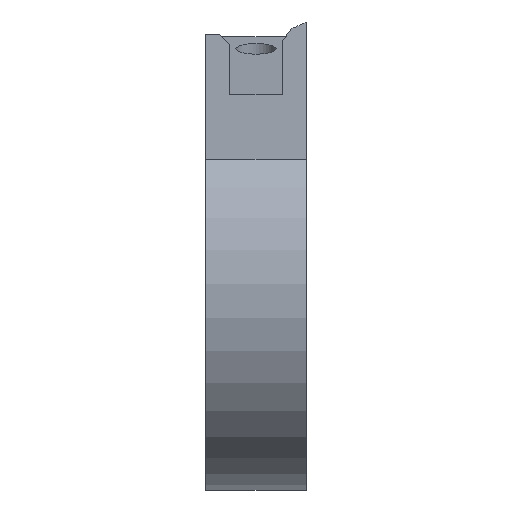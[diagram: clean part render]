
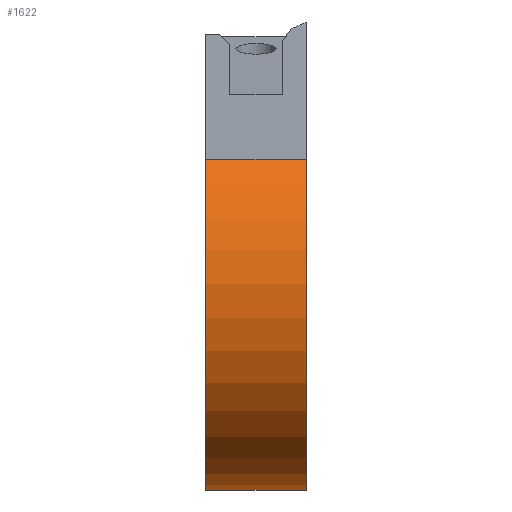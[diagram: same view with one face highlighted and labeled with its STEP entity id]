
A CAD part, top view. The second image highlights one B-rep face of the part: STEP entity #1622.
In plain terms, the highlighted cylindrical face has radius 20 mm (diameter 40 mm), a partial arc.
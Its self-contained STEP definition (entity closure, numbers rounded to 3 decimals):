
#44 = PLANE('',#45);
#45 = AXIS2_PLACEMENT_3D('',#46,#47,#48);
#46 = CARTESIAN_POINT('',(-5.,-33.556,94.011));
#47 = DIRECTION('',(-1.,-0.,-0.));
#48 = DIRECTION('',(0.,0.,-1.));
#100 = PLANE('',#101);
#101 = AXIS2_PLACEMENT_3D('',#102,#103,#104);
#102 = CARTESIAN_POINT('',(5.,-33.253,94.128));
#103 = DIRECTION('',(1.,0.,0.));
#104 = DIRECTION('',(0.,0.,1.));
#378 = VERTEX_POINT('',#379);
#379 = CARTESIAN_POINT('',(-5.,-55.162,89.408));
#393 = PLANE('',#394);
#394 = AXIS2_PLACEMENT_3D('',#395,#396,#397);
#395 = CARTESIAN_POINT('',(-5.,-55.162,89.408));
#396 = DIRECTION('',(0.,0.964,0.265));
#397 = DIRECTION('',(0.,0.265,-0.964));
#405 = EDGE_CURVE('',#378,#406,#408,.T.);
#406 = VERTEX_POINT('',#407);
#407 = CARTESIAN_POINT('',(-5.,-22.991,110.));
#408 = SURFACE_CURVE('',#409,(#414,#421),.PCURVE_S1.);
#409 = CIRCLE('',#410,20.);
#410 = AXIS2_PLACEMENT_3D('',#411,#412,#413);
#411 = CARTESIAN_POINT('',(-5.,-35.876,94.704));
#412 = DIRECTION('',(-1.,0.,0.));
#413 = DIRECTION('',(0.,-1.,0.));
#414 = PCURVE('',#44,#415);
#415 = DEFINITIONAL_REPRESENTATION('',(#416),#420);
#416 = CIRCLE('',#417,20.);
#417 = AXIS2_PLACEMENT_2D('',#418,#419);
#418 = CARTESIAN_POINT('',(-0.693,2.32));
#419 = DIRECTION('',(0.,1.));
#420 = ( GEOMETRIC_REPRESENTATION_CONTEXT(2) 
PARAMETRIC_REPRESENTATION_CONTEXT() REPRESENTATION_CONTEXT('2D SPACE',''
  ) );
#421 = PCURVE('',#422,#427);
#422 = CYLINDRICAL_SURFACE('',#423,20.);
#423 = AXIS2_PLACEMENT_3D('',#424,#425,#426);
#424 = CARTESIAN_POINT('',(-5.,-35.876,94.704));
#425 = DIRECTION('',(-1.,0.,0.));
#426 = DIRECTION('',(0.,-1.,0.));
#427 = DEFINITIONAL_REPRESENTATION('',(#428),#432);
#428 = LINE('',#429,#430);
#429 = CARTESIAN_POINT('',(0.,0.));
#430 = VECTOR('',#431,1.);
#431 = DIRECTION('',(1.,0.));
#432 = ( GEOMETRIC_REPRESENTATION_CONTEXT(2) 
PARAMETRIC_REPRESENTATION_CONTEXT() REPRESENTATION_CONTEXT('2D SPACE',''
  ) );
#450 = PLANE('',#451);
#451 = AXIS2_PLACEMENT_3D('',#452,#453,#454);
#452 = CARTESIAN_POINT('',(0.134,-16.434,110.
    ));
#453 = DIRECTION('',(0.,0.,1.));
#454 = DIRECTION('',(0.,1.,0.));
#657 = VERTEX_POINT('',#658);
#658 = CARTESIAN_POINT('',(5.,-55.162,89.408));
#860 = VERTEX_POINT('',#861);
#861 = CARTESIAN_POINT('',(5.,-22.991,110.));
#882 = EDGE_CURVE('',#657,#860,#883,.T.);
#883 = SURFACE_CURVE('',#884,(#889,#900),.PCURVE_S1.);
#884 = CIRCLE('',#885,20.);
#885 = AXIS2_PLACEMENT_3D('',#886,#887,#888);
#886 = CARTESIAN_POINT('',(5.,-35.876,94.704));
#887 = DIRECTION('',(-1.,0.,0.));
#888 = DIRECTION('',(0.,-1.,0.));
#889 = PCURVE('',#100,#890);
#890 = DEFINITIONAL_REPRESENTATION('',(#891),#899);
#891 = ( BOUNDED_CURVE() B_SPLINE_CURVE(2,(#892,#893,#894,#895,#896,#897
,#898),.UNSPECIFIED.,.T.,.F.) B_SPLINE_CURVE_WITH_KNOTS((1,2,2,2,2,1),(
    -2.094,0.,2.094,4.189,6.283,
8.378),.UNSPECIFIED.) CURVE() GEOMETRIC_REPRESENTATION_ITEM() 
RATIONAL_B_SPLINE_CURVE((1.,0.5,1.,0.5,1.,0.5,1.)) REPRESENTATION_ITEM(
  '') );
#892 = CARTESIAN_POINT('',(0.576,22.624));
#893 = CARTESIAN_POINT('',(35.217,22.624));
#894 = CARTESIAN_POINT('',(17.897,-7.376));
#895 = CARTESIAN_POINT('',(0.576,-37.376));
#896 = CARTESIAN_POINT('',(-16.744,-7.376));
#897 = CARTESIAN_POINT('',(-34.065,22.624));
#898 = CARTESIAN_POINT('',(0.576,22.624));
#899 = ( GEOMETRIC_REPRESENTATION_CONTEXT(2) 
PARAMETRIC_REPRESENTATION_CONTEXT() REPRESENTATION_CONTEXT('2D SPACE',''
  ) );
#900 = PCURVE('',#422,#901);
#901 = DEFINITIONAL_REPRESENTATION('',(#902),#906);
#902 = LINE('',#903,#904);
#903 = CARTESIAN_POINT('',(0.,-10.));
#904 = VECTOR('',#905,1.);
#905 = DIRECTION('',(1.,0.));
#906 = ( GEOMETRIC_REPRESENTATION_CONTEXT(2) 
PARAMETRIC_REPRESENTATION_CONTEXT() REPRESENTATION_CONTEXT('2D SPACE',''
  ) );
#1500 = EDGE_CURVE('',#406,#860,#1501,.T.);
#1501 = SURFACE_CURVE('',#1502,(#1506,#1513),.PCURVE_S1.);
#1502 = LINE('',#1503,#1504);
#1503 = CARTESIAN_POINT('',(-5.,-22.991,110.));
#1504 = VECTOR('',#1505,1.);
#1505 = DIRECTION('',(1.,0.,0.));
#1506 = PCURVE('',#450,#1507);
#1507 = DEFINITIONAL_REPRESENTATION('',(#1508),#1512);
#1508 = LINE('',#1509,#1510);
#1509 = CARTESIAN_POINT('',(-6.557,5.134));
#1510 = VECTOR('',#1511,1.);
#1511 = DIRECTION('',(0.,-1.));
#1512 = ( GEOMETRIC_REPRESENTATION_CONTEXT(2) 
PARAMETRIC_REPRESENTATION_CONTEXT() REPRESENTATION_CONTEXT('2D SPACE',''
  ) );
#1513 = PCURVE('',#422,#1514);
#1514 = DEFINITIONAL_REPRESENTATION('',(#1515),#1519);
#1515 = LINE('',#1516,#1517);
#1516 = CARTESIAN_POINT('',(8.554,0.));
#1517 = VECTOR('',#1518,1.);
#1518 = DIRECTION('',(0.,-1.));
#1519 = ( GEOMETRIC_REPRESENTATION_CONTEXT(2) 
PARAMETRIC_REPRESENTATION_CONTEXT() REPRESENTATION_CONTEXT('2D SPACE',''
  ) );
#1622 = ADVANCED_FACE('',(#1623),#422,.T.);
#1623 = FACE_BOUND('',#1624,.T.);
#1624 = EDGE_LOOP('',(#1625,#1626,#1647,#1648));
#1625 = ORIENTED_EDGE('',*,*,#405,.F.);
#1626 = ORIENTED_EDGE('',*,*,#1627,.T.);
#1627 = EDGE_CURVE('',#378,#657,#1628,.T.);
#1628 = SURFACE_CURVE('',#1629,(#1633,#1640),.PCURVE_S1.);
#1629 = LINE('',#1630,#1631);
#1630 = CARTESIAN_POINT('',(-5.,-55.162,89.408));
#1631 = VECTOR('',#1632,1.);
#1632 = DIRECTION('',(1.,0.,0.));
#1633 = PCURVE('',#422,#1634);
#1634 = DEFINITIONAL_REPRESENTATION('',(#1635),#1639);
#1635 = LINE('',#1636,#1637);
#1636 = CARTESIAN_POINT('',(6.015,0.));
#1637 = VECTOR('',#1638,1.);
#1638 = DIRECTION('',(0.,-1.));
#1639 = ( GEOMETRIC_REPRESENTATION_CONTEXT(2) 
PARAMETRIC_REPRESENTATION_CONTEXT() REPRESENTATION_CONTEXT('2D SPACE',''
  ) );
#1640 = PCURVE('',#393,#1641);
#1641 = DEFINITIONAL_REPRESENTATION('',(#1642),#1646);
#1642 = LINE('',#1643,#1644);
#1643 = CARTESIAN_POINT('',(0.,0.));
#1644 = VECTOR('',#1645,1.);
#1645 = DIRECTION('',(0.,-1.));
#1646 = ( GEOMETRIC_REPRESENTATION_CONTEXT(2) 
PARAMETRIC_REPRESENTATION_CONTEXT() REPRESENTATION_CONTEXT('2D SPACE',''
  ) );
#1647 = ORIENTED_EDGE('',*,*,#882,.T.);
#1648 = ORIENTED_EDGE('',*,*,#1500,.F.);
